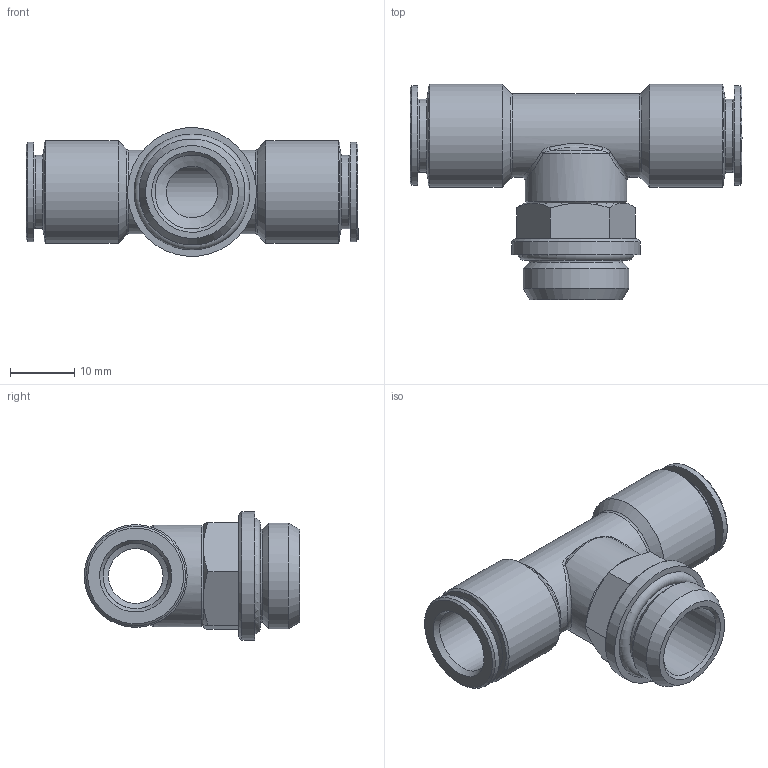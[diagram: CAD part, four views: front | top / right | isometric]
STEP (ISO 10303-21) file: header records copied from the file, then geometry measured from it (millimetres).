
FILE_DESCRIPTION(( 'MA.21.10.38.stp' ), '1');
FILE_NAME( 'MA.21.10.38.stp', '2019-06-19T14:58:55',( 'Sopra'),('sopra-pneumatic.com'), 'SwSTEP 2.0','SolidWorks 2009','' );
FILE_SCHEMA( ( 'CONFIG_CONTROL_DESIGN' ) );
Length unit declared in the file: millimetre
Products named in the file (1): NONE
Bounding box: 51.6 x 33.5 x 19.95 mm (x, y, z)
Volume: 7396.1 mm3; surface area: 6457.3 mm2
Topology: 1 solids, 1 shells, 73 faces, 160 edges, 97 vertices
Faces by surface type: cone 28, plane 16, cylinder 16, bspline 8, torus 5
Full cylindrical faces by diameter (mm): 8 x1, 8.5 x1, 10.15 x2, 11.4 x2, 11.5 x1, 13 x1, 14.5 x1, 15.5 x2, 15.8 x1, 16 x2, 16.5 x1, 20 x1
Entity records: 2389 total; most frequent: CARTESIAN_POINT 1017, DIRECTION 274, ORIENTED_EDGE 218, AXIS2_PLACEMENT_3D 131, EDGE_LOOP 124, EDGE_CURVE 109, FACE_OUTER_BOUND 92, VERTEX_POINT 85
